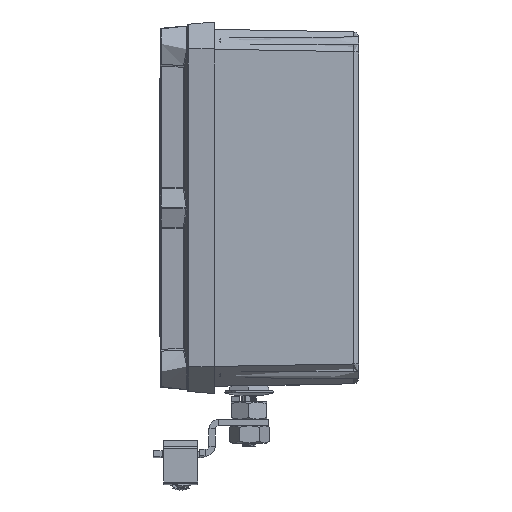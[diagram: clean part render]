
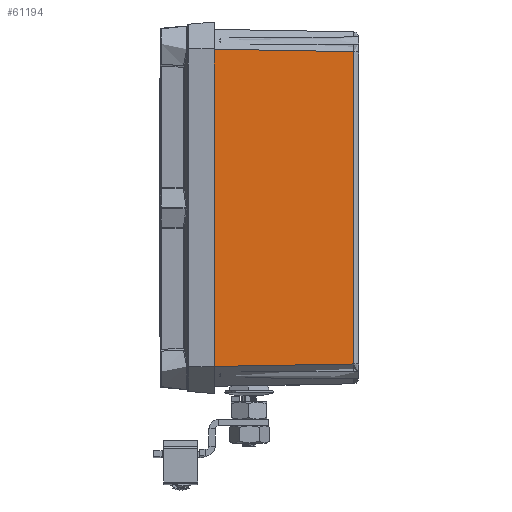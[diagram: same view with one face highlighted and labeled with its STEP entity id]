
A CAD part, left-side view. The second image highlights one B-rep face of the part: STEP entity #61194.
In plain terms, the highlighted face is planar.
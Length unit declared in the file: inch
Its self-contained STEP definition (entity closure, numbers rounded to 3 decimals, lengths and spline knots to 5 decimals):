
#389 = LINE ( 'NONE', #15914, #21167 ) ;
#6343 = VERTEX_POINT ( 'NONE', #18080 ) ;
#8422 = CARTESIAN_POINT ( 'NONE',  ( -0.03491, 0., 2. ) ) ;
#10679 = CARTESIAN_POINT ( 'NONE',  ( -0.00107, 4.18611, 0.06141 ) ) ;
#15914 = CARTESIAN_POINT ( 'NONE',  ( -0.03499, 0.21498, 2.00436 ) ) ;
#16315 = DIRECTION ( 'NONE',  ( 0.017, -0.017, -1. ) ) ;
#16407 = DIRECTION ( 'NONE',  ( -1., 0., -0.017 ) ) ;
#17279 = VERTEX_POINT ( 'NONE', #10679 ) ;
#17733 = AXIS2_PLACEMENT_3D ( 'NONE', #43691, #16407, #57048 ) ;
#18080 = CARTESIAN_POINT ( 'NONE',  ( -0.03491, 0.21505, 2. ) ) ;
#21167 = VECTOR ( 'NONE', #41806, 39.37008 ) ;
#21895 = VECTOR ( 'NONE', #28819, 39.37008 ) ;
#25175 = ORIENTED_EDGE ( 'NONE', *, *, #33573, .T. ) ;
#26216 = ORIENTED_EDGE ( 'NONE', *, *, #67199, .T. ) ;
#28406 = VERTEX_POINT ( 'NONE', #83921 ) ;
#28725 = ORIENTED_EDGE ( 'NONE', *, *, #44794, .T. ) ;
#28738 = ORIENTED_EDGE ( 'NONE', *, *, #71105, .T. ) ;
#28819 = DIRECTION ( 'NONE',  ( 0., -1., 0. ) ) ;
#33573 = EDGE_CURVE ( 'NONE', #28406, #6343, #389, .T. ) ;
#41806 = DIRECTION ( 'NONE',  ( -0.017, -0.017, 1. ) ) ;
#42812 = CARTESIAN_POINT ( 'NONE',  ( -0.00107, 0., 0.06141 ) ) ;
#43691 = CARTESIAN_POINT ( 'NONE',  ( 0., 0., 0. ) ) ;
#44794 = EDGE_CURVE ( 'NONE', #17279, #28406, #71741, .T. ) ;
#44833 = VECTOR ( 'NONE', #68186, 39.37008 ) ;
#45924 = LINE ( 'NONE', #8422, #44833 ) ;
#53680 = LINE ( 'NONE', #76081, #80650 ) ;
#57048 = DIRECTION ( 'NONE',  ( -0.017, 0., 1. ) ) ;
#61194 = ADVANCED_FACE ( 'NONE', ( #69652 ), #83398, .T. ) ;
#67199 = EDGE_CURVE ( 'NONE', #68265, #17279, #53680, .T. ) ;
#68186 = DIRECTION ( 'NONE',  ( 0., 1., 0. ) ) ;
#68265 = VERTEX_POINT ( 'NONE', #78314 ) ;
#69652 = FACE_OUTER_BOUND ( 'NONE', #80633, .T. ) ;
#71105 = EDGE_CURVE ( 'NONE', #6343, #68265, #45924, .T. ) ;
#71741 = LINE ( 'NONE', #42812, #21895 ) ;
#76081 = CARTESIAN_POINT ( 'NONE',  ( -0.00008, 4.18511, 0.00436 ) ) ;
#78314 = CARTESIAN_POINT ( 'NONE',  ( -0.03491, 4.21995, 2. ) ) ;
#80633 = EDGE_LOOP ( 'NONE', ( #26216, #28725, #25175, #28738 ) ) ;
#80650 = VECTOR ( 'NONE', #16315, 39.37008 ) ;
#83398 = PLANE ( 'NONE',  #17733 ) ;
#83921 = CARTESIAN_POINT ( 'NONE',  ( -0.00107, 0.24889, 0.06141 ) ) ;
